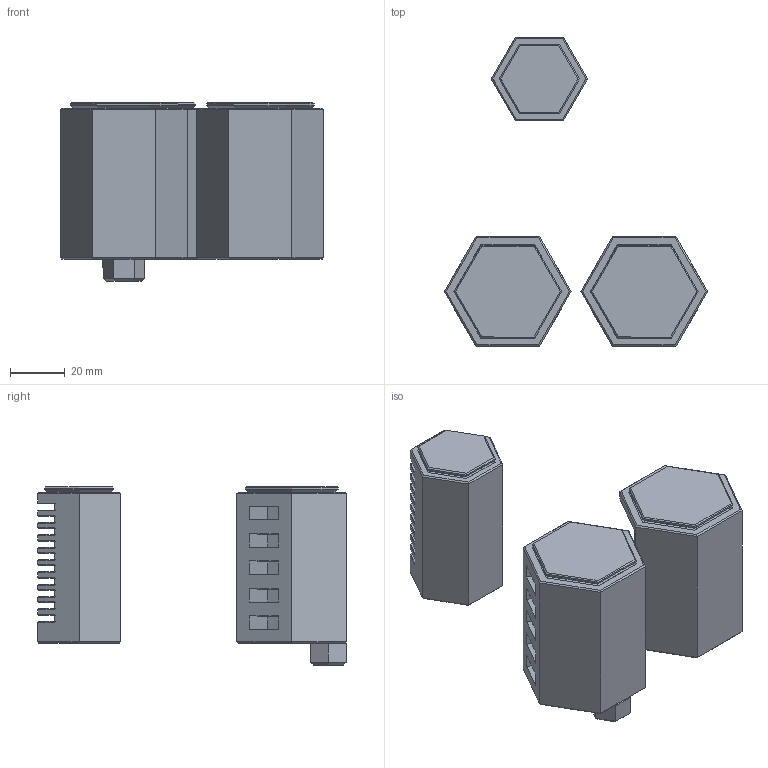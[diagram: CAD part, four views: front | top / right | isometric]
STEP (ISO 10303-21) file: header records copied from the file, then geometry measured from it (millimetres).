
FILE_DESCRIPTION(/* description */ (''),/* implementation_level */ '2;1');
FILE_NAME(/* name */ 'usb-sd-box-M3.step',/* time_stamp */ '2023-05-06T11:19:39+02:00',/* author */ (''),/* organization */ (''),/* preprocessor_version */ 'ST-DEVELOPER v19.2',/* originating_system */ 'Autodesk Translation Framework v12.4.0.73',/* authorisation */ '');
FILE_SCHEMA (('AUTOMOTIVE_DESIGN { 1 0 10303 214 3 1 1 }'));
Length unit declared in the file: millimetre
Products named in the file (1): usb-sd-box-M3
Bounding box: 95.95 x 112.59 x 65 mm (x, y, z)
Volume: 116572.1 mm3; surface area: 53181.9 mm2
Topology: 7 solids, 7 shells, 577 faces, 1519 edges, 961 vertices
Faces by surface type: plane 497, cylinder 67, cone 13
Full cylindrical faces by diameter (mm): 4 x1, 4.2 x2, 7.5 x1, 10 x3
Entity records: 17508 total; most frequent: CARTESIAN_POINT 3058, ORIENTED_EDGE 3038, DIRECTION 2866, EDGE_CURVE 1519, LINE 1328, VECTOR 1328, VERTEX_POINT 961, AXIS2_PLACEMENT_3D 769
